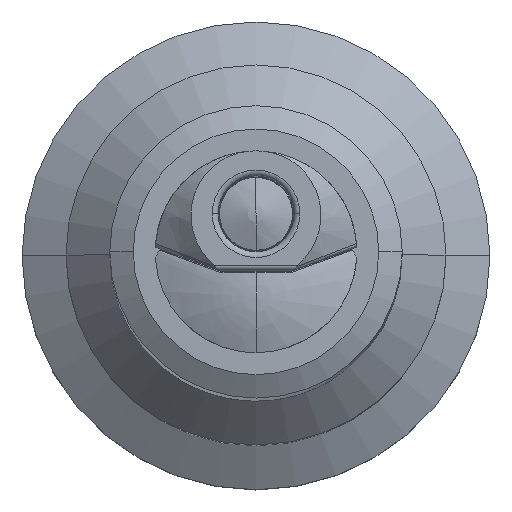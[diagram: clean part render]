
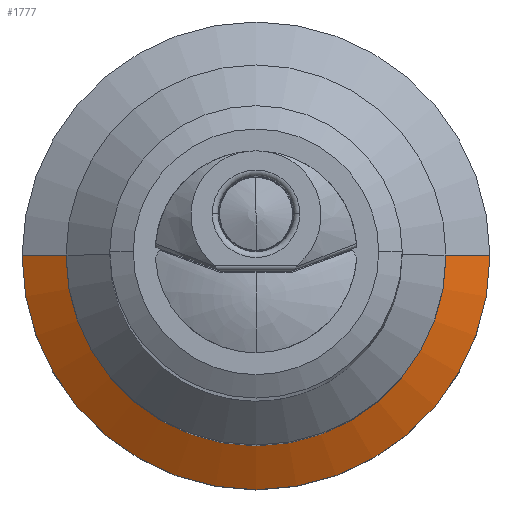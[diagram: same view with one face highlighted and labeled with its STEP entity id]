
A CAD part, top view. The second image highlights one B-rep face of the part: STEP entity #1777.
In plain terms, the highlighted conical face has half-angle 60 degrees and reference radius 3.625 mm.
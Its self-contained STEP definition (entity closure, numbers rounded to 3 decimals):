
#257=CARTESIAN_POINT('',(0.,0.,-39.6));
#258=DIRECTION('',(0.,0.,1.));
#259=DIRECTION('',(-1.,0.,0.));
#260=AXIS2_PLACEMENT_3D('',#257,#258,#259);
#262=DIRECTION('',(-0.866,0.,-0.5));
#263=VECTOR('',#262,0.866);
#264=CARTESIAN_POINT('',(-3.25,0.,-39.6));
#265=LINE('',#264,#263);
#266=DIRECTION('',(0.866,0.,-0.5));
#267=VECTOR('',#266,0.866);
#268=CARTESIAN_POINT('',(3.25,0.,-39.6));
#269=LINE('',#268,#267);
#288=CARTESIAN_POINT('',(0.,0.,-40.033));
#289=DIRECTION('',(0.,0.,1.));
#290=DIRECTION('',(-1.,0.,0.));
#291=AXIS2_PLACEMENT_3D('',#288,#289,#290);
#1416=CARTESIAN_POINT('',(-3.25,0.,-39.6));
#1417=VERTEX_POINT('',#1416);
#1418=CARTESIAN_POINT('',(-4.,0.,-40.033));
#1419=VERTEX_POINT('',#1418);
#1438=CARTESIAN_POINT('',(3.25,0.,-39.6));
#1439=VERTEX_POINT('',#1438);
#1440=CARTESIAN_POINT('',(4.,0.,-40.033));
#1441=VERTEX_POINT('',#1440);
#1763=CARTESIAN_POINT('',(0.,0.,-39.817));
#1764=DIRECTION('',(0.,0.,-1.));
#1765=DIRECTION('',(-1.,0.,0.));
#1766=AXIS2_PLACEMENT_3D('',#1763,#1764,#1765);
#1767=CONICAL_SURFACE('',#1766,3.625,60.);
#1769=ORIENTED_EDGE('',*,*,#1768,.F.);
#1770=ORIENTED_EDGE('',*,*,#1758,.T.);
#1772=ORIENTED_EDGE('',*,*,#1771,.T.);
#1774=ORIENTED_EDGE('',*,*,#1773,.F.);
#1775=EDGE_LOOP('',(#1769,#1770,#1772,#1774));
#1776=FACE_OUTER_BOUND('',#1775,.F.);
#1777=ADVANCED_FACE('',(#1776),#1767,.T.);
#261=CIRCLE('',#260,3.25);
#292=CIRCLE('',#291,4.);
#1758=EDGE_CURVE('',#1417,#1439,#261,.T.);
#1768=EDGE_CURVE('',#1417,#1419,#265,.T.);
#1771=EDGE_CURVE('',#1439,#1441,#269,.T.);
#1773=EDGE_CURVE('',#1419,#1441,#292,.T.);
